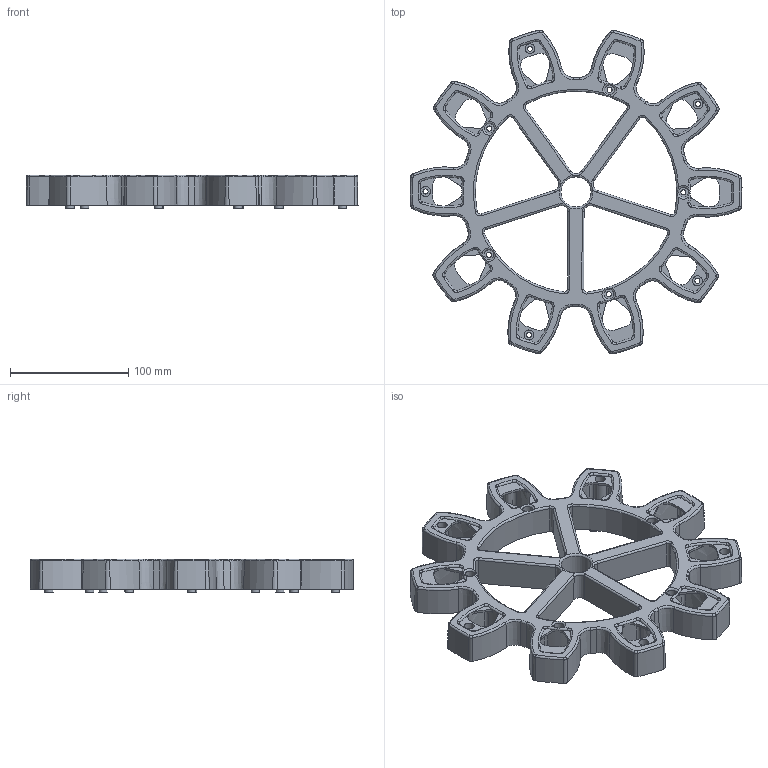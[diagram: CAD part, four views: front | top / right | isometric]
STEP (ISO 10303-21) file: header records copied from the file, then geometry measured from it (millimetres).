
FILE_DESCRIPTION(/* description */ (''),/* implementation_level */ '2;1');
FILE_NAME(/* name */ 'ip-3302 10T gear.ipt.step',/* time_stamp */ '2017-01-04T15:01:52-08:00',/* author */ ('PhillipD'),/* organization */ (''),/* preprocessor_version */ 'ST-DEVELOPER v16.5',/* originating_system */ 'Autodesk Inventor 2017',/* authorisation */ '');
FILE_SCHEMA (('AUTOMOTIVE_DESIGN { 1 0 10303 214 3 1 1 }'));
Length unit declared in the file: inch
Products named in the file (1): ip-3302 10T gear
Bounding box: 280.2 x 273.39 x 28.57 mm (x, y, z)
Volume: 257475.9 mm3; surface area: 239921.2 mm2
Topology: 1 solids, 1 shells, 1324 faces, 3610 edges, 2348 vertices
Faces by surface type: cone 612, plane 318, torus 185, bspline 106, cylinder 103
Full cylindrical faces by diameter (mm): 3.429 x5, 3.48 x5, 4.318 x10, 7.366 x10, 8.382 x10, 25.4 x1
Entity records: 44580 total; most frequent: CARTESIAN_POINT 10009, DIRECTION 7996, ORIENTED_EDGE 7074, EDGE_CURVE 3537, AXIS2_PLACEMENT_3D 3466, VERTEX_POINT 2332, CIRCLE 2107, EDGE_LOOP 1493
